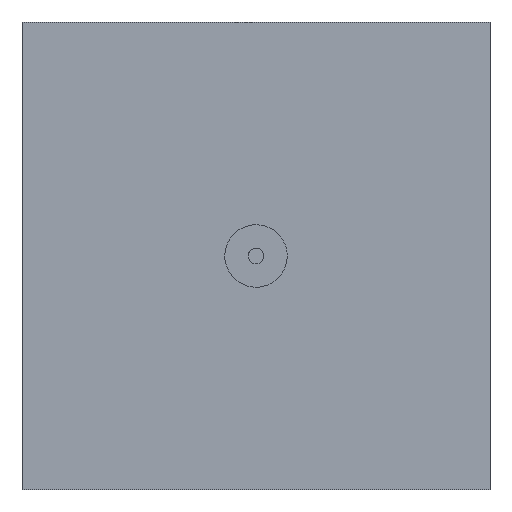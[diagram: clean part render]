
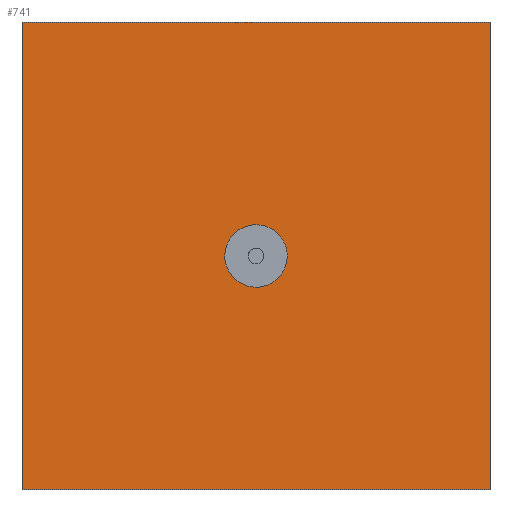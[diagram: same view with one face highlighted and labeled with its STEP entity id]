
A CAD part, top view. The second image highlights one B-rep face of the part: STEP entity #741.
In plain terms, the highlighted planar face has unit normal (0, 0, 1).
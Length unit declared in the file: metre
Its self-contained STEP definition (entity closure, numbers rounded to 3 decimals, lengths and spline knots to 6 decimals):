
#116=DIRECTION(' ',(0.,0.,1.));
#121=CARTESIAN_POINT(' ',(-0.3,0.3,0.));
#126=DIRECTION(' ',(0.,-1.,0.));
#131=AXIS2_PLACEMENT_3D(' ',#121,#116,#126);
#136=PLANE('',#131);
#141=CARTESIAN_POINT(' ',(0.3,-0.3,0.));
#146=DIRECTION(' ',(0.,1.,0.));
#151=VECTOR(' ',#146,1.);
#156=LINE('',#141,#151);
#161=CARTESIAN_POINT(' ',(0.3,-0.3,0.));
#162=VERTEX_POINT(' ',#161);
#166=CARTESIAN_POINT(' ',(0.3,0.3,0.));
#167=VERTEX_POINT(' ',#166);
#171=EDGE_CURVE(' ',#162,#167,#156,.T.);
#176=ORIENTED_EDGE(' ',*,*,#171,.T.);
#181=CARTESIAN_POINT(' ',(0.3,0.3,0.));
#186=DIRECTION(' ',(-1.,0.,0.));
#191=VECTOR(' ',#186,1.);
#196=LINE('',#181,#191);
#201=CARTESIAN_POINT(' ',(-0.3,0.3,0.));
#202=VERTEX_POINT(' ',#201);
#206=EDGE_CURVE(' ',#167,#202,#196,.T.);
#211=ORIENTED_EDGE(' ',*,*,#206,.T.);
#216=CARTESIAN_POINT(' ',(-0.3,0.3,0.));
#221=DIRECTION(' ',(0.,-1.,0.));
#226=VECTOR(' ',#221,1.);
#231=LINE('',#216,#226);
#236=CARTESIAN_POINT(' ',(-0.3,-0.3,0.));
#237=VERTEX_POINT(' ',#236);
#241=EDGE_CURVE(' ',#202,#237,#231,.T.);
#246=ORIENTED_EDGE(' ',*,*,#241,.T.);
#251=CARTESIAN_POINT(' ',(-0.3,-0.3,0.));
#256=DIRECTION(' ',(1.,0.,0.));
#261=VECTOR(' ',#256,1.);
#266=LINE('',#251,#261);
#271=EDGE_CURVE(' ',#237,#162,#266,.T.);
#276=ORIENTED_EDGE(' ',*,*,#271,.T.);
#281=EDGE_LOOP(' ',(#176,#211,#246,#276));
#286=FACE_OUTER_BOUND(' ',#281,.T.);
#291=CARTESIAN_POINT(' ',(-0.04,-0.00013,0.));
#296=CARTESIAN_POINT(' ',(-0.040012,0.003684,0.));
#301=CARTESIAN_POINT(' ',(-0.039478,0.007652,0.));
#306=CARTESIAN_POINT(' ',(-0.038279,0.011608,0.));
#311=CARTESIAN_POINT(' ',(-0.037512,0.014139,0.));
#316=CARTESIAN_POINT(' ',(-0.036473,0.016662,0.));
#321=CARTESIAN_POINT(' ',(-0.035131,0.019126,0.));
#326=CARTESIAN_POINT(' ',(-0.0341,0.021019,0.));
#331=CARTESIAN_POINT(' ',(-0.032912,0.022834,0.));
#336=CARTESIAN_POINT(' ',(-0.031596,0.02453,0.));
#341=CARTESIAN_POINT(' ',(-0.02845,0.028582,0.));
#346=CARTESIAN_POINT(' ',(-0.024544,0.032003,0.));
#351=CARTESIAN_POINT(' ',(-0.020081,0.034594,0.));
#356=CARTESIAN_POINT(' ',(-0.018135,0.035724,0.));
#361=CARTESIAN_POINT(' ',(-0.016122,0.036671,0.));
#366=CARTESIAN_POINT(' ',(-0.014105,0.037431,0.));
#371=CARTESIAN_POINT(' ',(-0.01009,0.038944,0.));
#376=CARTESIAN_POINT(' ',(-0.006013,0.039741,0.));
#381=CARTESIAN_POINT(' ',(-0.002074,0.039946,0.));
#386=CARTESIAN_POINT(' ',(-0.000808,0.040012,0.));
#391=CARTESIAN_POINT(' ',(0.000433,0.040018,0.));
#396=CARTESIAN_POINT(' ',(0.001697,0.039964,0.));
#401=CARTESIAN_POINT(' ',(0.006912,0.039742,0.));
#406=CARTESIAN_POINT(' ',(0.012383,0.038485,0.));
#411=CARTESIAN_POINT(' ',(0.017639,0.035901,0.));
#416=CARTESIAN_POINT(' ',(0.01923,0.035119,0.));
#421=CARTESIAN_POINT(' ',(0.020805,0.034211,0.));
#426=CARTESIAN_POINT(' ',(0.0223,0.033207,0.));
#431=CARTESIAN_POINT(' ',(0.02587,0.03081,0.));
#436=CARTESIAN_POINT(' ',(0.02905,0.027839,0.));
#441=CARTESIAN_POINT(' ',(0.031701,0.024393,0.));
#446=CARTESIAN_POINT(' ',(0.032811,0.022951,0.));
#451=CARTESIAN_POINT(' ',(0.033823,0.021429,0.));
#456=CARTESIAN_POINT(' ',(0.034709,0.019881,0.));
#461=CARTESIAN_POINT(' ',(0.035773,0.018024,0.));
#466=CARTESIAN_POINT(' ',(0.03667,0.016114,0.));
#471=CARTESIAN_POINT(' ',(0.037404,0.014175,0.));
#476=CARTESIAN_POINT(' ',(0.038462,0.011383,0.));
#481=CARTESIAN_POINT(' ',(0.039186,0.008518,0.));
#486=CARTESIAN_POINT(' ',(0.039592,0.005698,0.));
#491=CARTESIAN_POINT(' ',(0.03987,0.003762,0.));
#496=CARTESIAN_POINT(' ',(0.04,0.001856,0.));
#501=CARTESIAN_POINT(' ',(0.04,0.,0.));
#506=B_SPLINE_CURVE_WITH_KNOTS('',3,(#291,#296,#301,#306,#311,#316,#321,#326,#331,#336,#341,#346,#351,#356,#361,#366,#371,#376,#381,#386,#391,#396,#401,#406,#411,#416,#421,#426,#431,#436,#441,#446,#451,#456,#461,#466,#471,#476,#481,#486,#491,#496,#501),.UNSPECIFIED.,.F.,.U.,(4,3,3,3,3,3,3,3,3,3,3,3,3,3,4),(0.,0.1,0.164,0.213152,0.330566,0.381766,0.483687,0.516455,0.651716,0.692676,0.790521,0.831481,0.880633,0.951411,1.),.UNSPECIFIED.);
#511=CARTESIAN_POINT(' ',(-0.04,-0.00013,0.));
#512=VERTEX_POINT(' ',#511);
#516=CARTESIAN_POINT(' ',(0.04,0.,0.));
#517=VERTEX_POINT(' ',#516);
#521=EDGE_CURVE(' ',#512,#517,#506,.T.);
#526=ORIENTED_EDGE(' ',*,*,#521,.T.);
#531=CARTESIAN_POINT(' ',(0.04,0.,0.));
#536=CARTESIAN_POINT(' ',(0.04,-0.00381,0.));
#541=CARTESIAN_POINT(' ',(0.039452,-0.007787,0.));
#546=CARTESIAN_POINT(' ',(0.038238,-0.011742,0.));
#551=CARTESIAN_POINT(' ',(0.037741,-0.013362,0.));
#556=CARTESIAN_POINT(' ',(0.037132,-0.014978,0.));
#561=CARTESIAN_POINT(' ',(0.036404,-0.016577,0.));
#566=CARTESIAN_POINT(' ',(0.035844,-0.017805,0.));
#571=CARTESIAN_POINT(' ',(0.03521,-0.01903,0.));
#576=CARTESIAN_POINT(' ',(0.034511,-0.020223,0.));
#581=CARTESIAN_POINT(' ',(0.031048,-0.026134,0.));
#586=CARTESIAN_POINT(' ',(0.026125,-0.031054,0.));
#591=CARTESIAN_POINT(' ',(0.020217,-0.034515,0.));
#596=CARTESIAN_POINT(' ',(0.018276,-0.035652,0.));
#601=CARTESIAN_POINT(' ',(0.016263,-0.036609,0.));
#606=CARTESIAN_POINT(' ',(0.014247,-0.037378,0.));
#611=CARTESIAN_POINT(' ',(0.010233,-0.038907,0.));
#616=CARTESIAN_POINT(' ',(0.006155,-0.039719,0.));
#621=CARTESIAN_POINT(' ',(0.002213,-0.039938,0.));
#626=CARTESIAN_POINT(' ',(0.000945,-0.040009,0.));
#631=CARTESIAN_POINT(' ',(-0.000296,-0.040019,0.));
#636=CARTESIAN_POINT(' ',(-0.001559,-0.039969,0.));
#641=CARTESIAN_POINT(' ',(-0.006769,-0.039765,0.));
#646=CARTESIAN_POINT(' ',(-0.01224,-0.038529,0.));
#651=CARTESIAN_POINT(' ',(-0.017499,-0.035969,0.));
#656=CARTESIAN_POINT(' ',(-0.018774,-0.035349,0.));
#661=CARTESIAN_POINT(' ',(-0.020042,-0.034646,0.));
#666=CARTESIAN_POINT(' ',(-0.02126,-0.033882,0.));
#671=CARTESIAN_POINT(' ',(-0.026285,-0.030729,0.));
#676=CARTESIAN_POINT(' ',(-0.030547,-0.026497,0.));
#681=CARTESIAN_POINT(' ',(-0.033735,-0.021493,0.));
#686=CARTESIAN_POINT(' ',(-0.0347,-0.019978,0.));
#691=CARTESIAN_POINT(' ',(-0.035568,-0.018385,0.));
#696=CARTESIAN_POINT(' ',(-0.036307,-0.016788,0.));
#701=CARTESIAN_POINT(' ',(-0.038862,-0.011264,0.));
#706=CARTESIAN_POINT(' ',(-0.039982,-0.005531,0.));
#711=CARTESIAN_POINT(' ',(-0.04,-0.00013,0.));
#716=B_SPLINE_CURVE_WITH_KNOTS('',3,(#531,#536,#541,#546,#551,#556,#561,#566,#571,#576,#581,#586,#591,#596,#601,#606,#611,#616,#621,#626,#631,#636,#641,#646,#651,#656,#661,#666,#671,#676,#681,#686,#691,#696,#701,#706,#711),.UNSPECIFIED.,.F.,.U.,(4,3,3,3,3,3,3,3,3,3,3,3,4),(0.,0.1,0.14096,0.172417,0.328237,0.379437,0.481359,0.514127,0.649388,0.682156,0.817416,0.858376,1.),.UNSPECIFIED.);
#721=EDGE_CURVE(' ',#517,#512,#716,.T.);
#726=ORIENTED_EDGE(' ',*,*,#721,.T.);
#731=EDGE_LOOP(' ',(#526,#726));
#736=FACE_BOUND(' ',#731,.T.);
#741=ADVANCED_FACE('',(#286,#736),#136,.T.);
